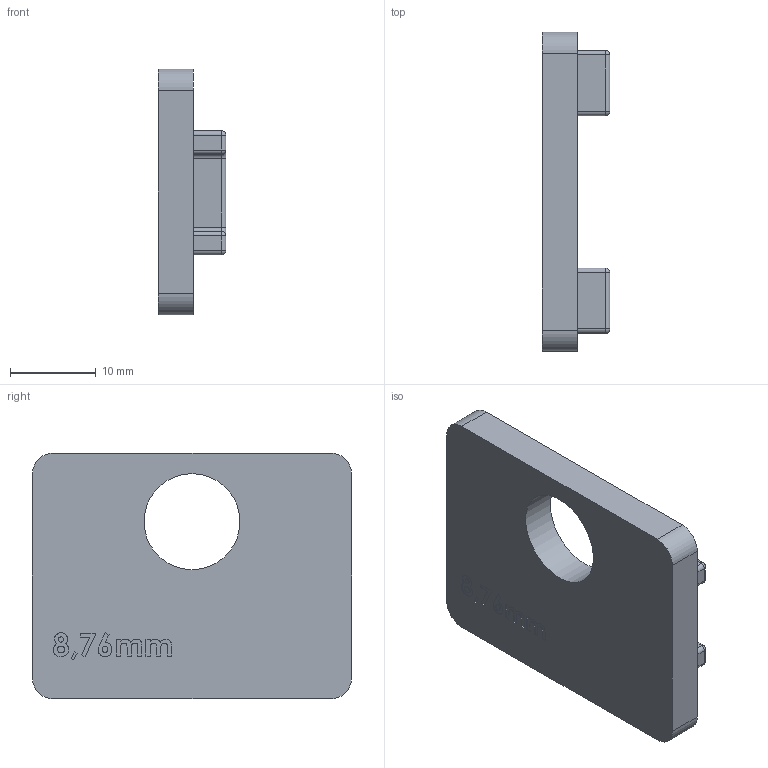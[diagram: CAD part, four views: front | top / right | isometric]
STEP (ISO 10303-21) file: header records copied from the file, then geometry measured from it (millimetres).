
FILE_DESCRIPTION (( 'STEP AP203' ), '1' );
FILE_NAME ('2409-GU.step', '2021-11-25T07:53:09', ( '' ), ( '' ), 'SwSTEP 2.0', 'SolidWorks 2018', '' );
FILE_SCHEMA (( 'CONFIG_CONTROL_DESIGN' ));
Length unit declared in the file: millimetre
Products named in the file (2): 2409-GU
Bounding box: 7.9 x 37.3 x 28.7 mm (x, y, z)
Volume: 4407.1 mm3; surface area: 3002.8 mm2
Topology: 1 solids, 1 shells, 509 faces, 1329 edges, 854 vertices
Faces by surface type: plane 262, bspline 170, cylinder 53, sphere 16, torus 8
Full cylindrical faces by diameter (mm): 11.2 x1
Entity records: 24523 total; most frequent: CARTESIAN_POINT 13047, ORIENTED_EDGE 2624, DIRECTION 1768, EDGE_CURVE 1312, LINE 858, VECTOR 858, VERTEX_POINT 854, EDGE_LOOP 560
